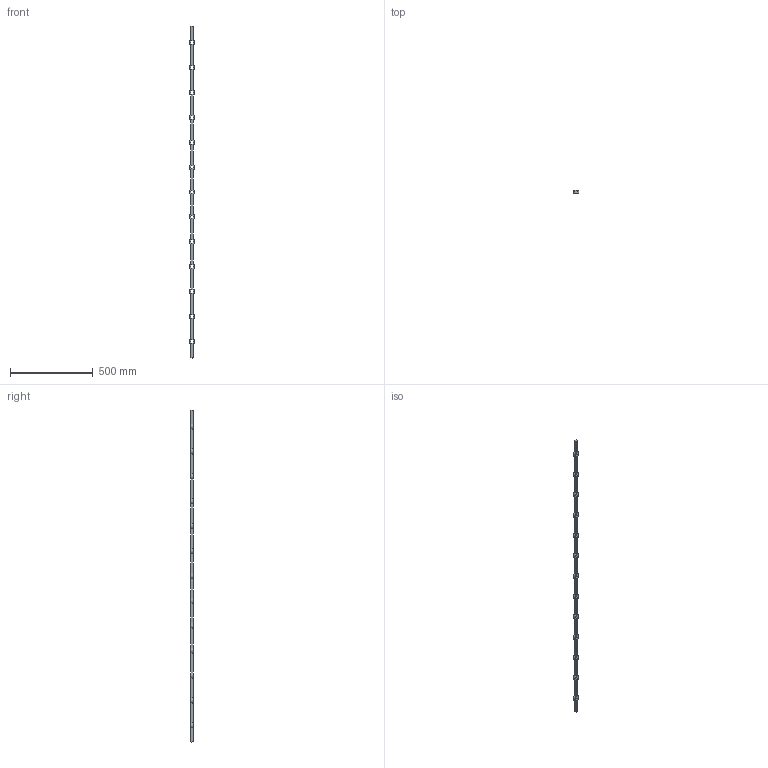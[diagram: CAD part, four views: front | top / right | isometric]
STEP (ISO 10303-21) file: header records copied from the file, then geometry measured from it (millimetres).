
FILE_DESCRIPTION (( 'STEP AP203' ), '1' );
FILE_NAME ('42-23.step', '2022-05-03T06:28:43', ( '' ), ( '' ), 'SwSTEP 2.0', 'SolidWorks 2018', '' );
FILE_SCHEMA (( 'CONFIG_CONTROL_DESIGN' ));
Length unit declared in the file: millimetre
Products named in the file (1): 42-23
Bounding box: 34.88 x 16 x 2000 mm (x, y, z)
Volume: 546585.4 mm3; surface area: 149165.7 mm2
Topology: 1 solids, 1 shells, 330 faces, 930 edges, 620 vertices
Faces by surface type: plane 210, bspline 94, cylinder 26
Entity records: 14771 total; most frequent: CARTESIAN_POINT 6695, ORIENTED_EDGE 1860, DIRECTION 1268, EDGE_CURVE 930, LINE 690, VECTOR 690, VERTEX_POINT 620, EDGE_LOOP 374
